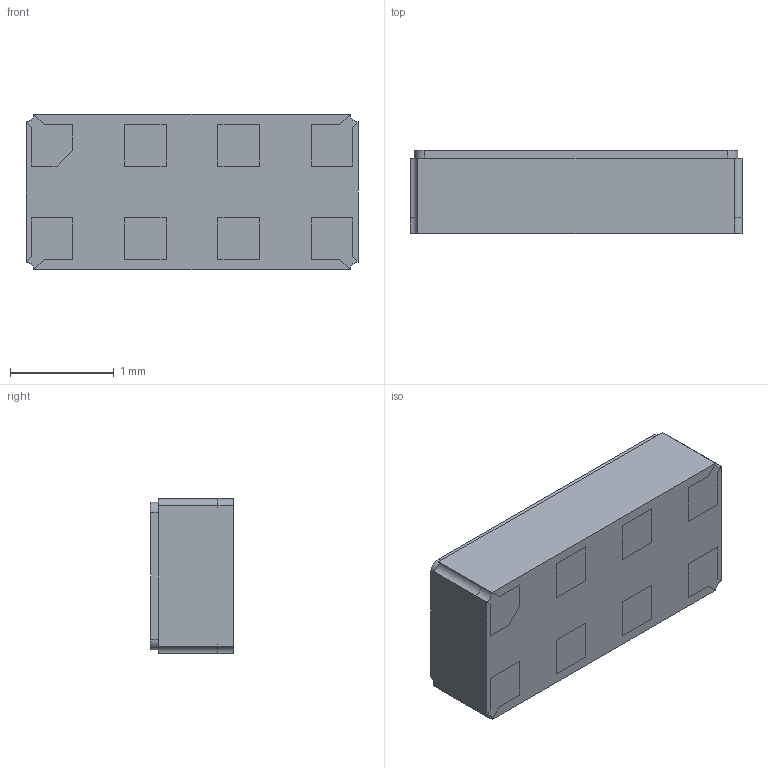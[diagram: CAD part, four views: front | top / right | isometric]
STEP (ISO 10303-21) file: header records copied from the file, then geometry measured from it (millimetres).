
FILE_DESCRIPTION (( 'STEP AP214' ), '1' );
FILE_NAME ('RV-4162-C7.STEP', '2020-04-06T15:38:55', ( '' ), ( '' ), 'SwSTEP 2.0', 'SolidWorks 2017', '' );
FILE_SCHEMA (( 'AUTOMOTIVE_DESIGN' ));
Length unit declared in the file: millimetre
Products named in the file (1): RV-4162-C7
Bounding box: 3.2 x 0.8 x 1.5 mm (x, y, z)
Volume: 3.8 mm3; surface area: 32.4 mm2
Topology: 11 solids, 11 shells, 136 faces, 322 edges, 212 vertices
Faces by surface type: plane 120, cylinder 16
Entity records: 3982 total; most frequent: CARTESIAN_POINT 671, ORIENTED_EDGE 644, DIRECTION 628, EDGE_CURVE 322, LINE 290, VECTOR 290, VERTEX_POINT 212, AXIS2_PLACEMENT_3D 169
